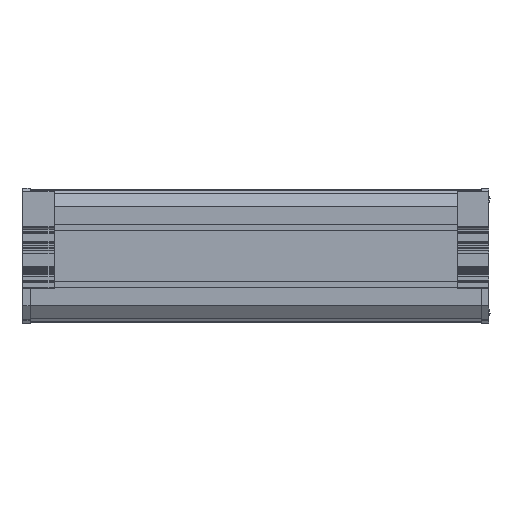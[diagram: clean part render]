
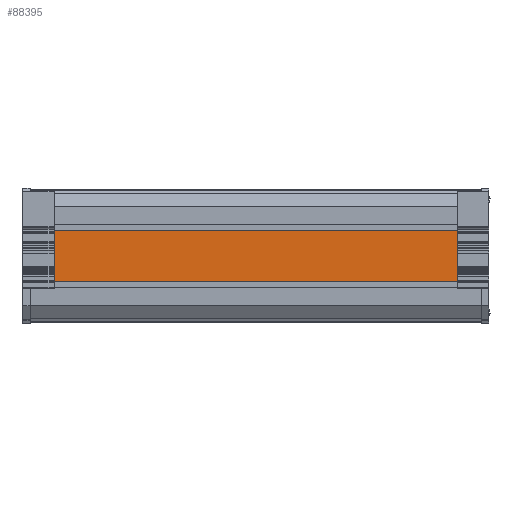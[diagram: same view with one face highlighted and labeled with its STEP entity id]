
A CAD part, front view. The second image highlights one B-rep face of the part: STEP entity #88395.
In plain terms, the highlighted planar face has unit normal (0, -1, 0).
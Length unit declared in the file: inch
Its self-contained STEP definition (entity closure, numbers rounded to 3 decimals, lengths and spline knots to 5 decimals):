
#495 = EDGE_CURVE ( 'NONE', #120195, #125060, #90297, .T. ) ;
#1622 = ORIENTED_EDGE ( 'NONE', *, *, #10682, .F. ) ;
#10329 = PLANE ( 'NONE',  #116484 ) ;
#10682 = EDGE_CURVE ( 'NONE', #110989, #120195, #48855, .T. ) ;
#15956 = ORIENTED_EDGE ( 'NONE', *, *, #34225, .F. ) ;
#16748 = CARTESIAN_POINT ( 'NONE',  ( 5.095, -0.65806, -0.65649 ) ) ;
#21462 = CARTESIAN_POINT ( 'NONE',  ( -5.7, -0.65806, 0.65649 ) ) ;
#24721 = CARTESIAN_POINT ( 'NONE',  ( 5.095, -0.65806, 0.65649 ) ) ;
#25026 = VECTOR ( 'NONE', #38126, 39.37008 ) ;
#27596 = VERTEX_POINT ( 'NONE', #91543 ) ;
#34225 = EDGE_CURVE ( 'NONE', #27596, #110989, #102338, .T. ) ;
#36238 = VECTOR ( 'NONE', #52946, 39.37008 ) ;
#38126 = DIRECTION ( 'NONE',  ( 0., 0., 1. ) ) ;
#39925 = CARTESIAN_POINT ( 'NONE',  ( -5.7, -0.65806, 0.65649 ) ) ;
#43190 = CARTESIAN_POINT ( 'NONE',  ( -5.7, -0.65806, -0.65649 ) ) ;
#47300 = CARTESIAN_POINT ( 'NONE',  ( 5.095, -0.65806, 0.65649 ) ) ;
#48855 = LINE ( 'NONE', #21462, #94258 ) ;
#49768 = DIRECTION ( 'NONE',  ( 0., 0., 1. ) ) ;
#52946 = DIRECTION ( 'NONE',  ( 1., 0., 0. ) ) ;
#55277 = CARTESIAN_POINT ( 'NONE',  ( -5.095, -0.65806, 0.65649 ) ) ;
#62023 = LINE ( 'NONE', #43190, #36238 ) ;
#64552 = VECTOR ( 'NONE', #114987, 39.37008 ) ;
#79889 = DIRECTION ( 'NONE',  ( 1., 0., 0. ) ) ;
#80550 = FACE_OUTER_BOUND ( 'NONE', #103964, .T. ) ;
#85530 = ORIENTED_EDGE ( 'NONE', *, *, #495, .F. ) ;
#88395 = ADVANCED_FACE ( 'NONE', ( #80550 ), #10329, .F. ) ;
#90297 = LINE ( 'NONE', #47300, #64552 ) ;
#91543 = CARTESIAN_POINT ( 'NONE',  ( -5.095, -0.65806, -0.65649 ) ) ;
#93191 = ORIENTED_EDGE ( 'NONE', *, *, #117719, .T. ) ;
#94258 = VECTOR ( 'NONE', #79889, 39.37008 ) ;
#96197 = CARTESIAN_POINT ( 'NONE',  ( -5.095, -0.65806, 0.65649 ) ) ;
#102338 = LINE ( 'NONE', #96197, #25026 ) ;
#103964 = EDGE_LOOP ( 'NONE', ( #15956, #93191, #85530, #1622 ) ) ;
#107739 = DIRECTION ( 'NONE',  ( 0., 1., 0. ) ) ;
#110989 = VERTEX_POINT ( 'NONE', #55277 ) ;
#114987 = DIRECTION ( 'NONE',  ( 0., 0., -1. ) ) ;
#116484 = AXIS2_PLACEMENT_3D ( 'NONE', #39925, #107739, #49768 ) ;
#117719 = EDGE_CURVE ( 'NONE', #27596, #125060, #62023, .T. ) ;
#120195 = VERTEX_POINT ( 'NONE', #24721 ) ;
#125060 = VERTEX_POINT ( 'NONE', #16748 ) ;
